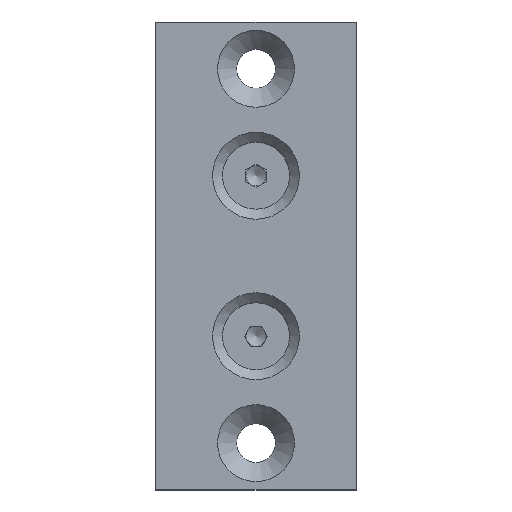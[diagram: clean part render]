
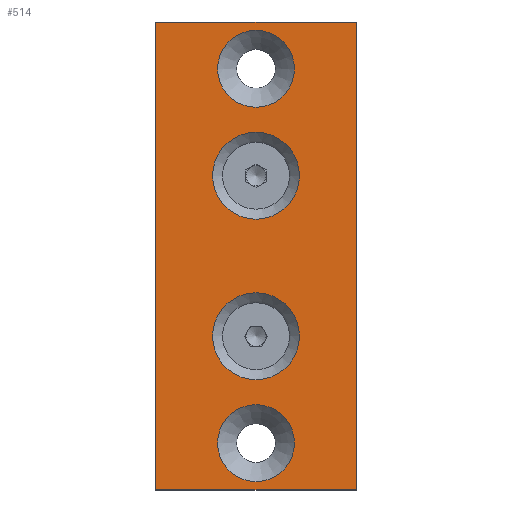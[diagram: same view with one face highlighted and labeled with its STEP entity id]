
A CAD part, top view. The second image highlights one B-rep face of the part: STEP entity #514.
In plain terms, the highlighted planar face has unit normal (0, 0, 1).
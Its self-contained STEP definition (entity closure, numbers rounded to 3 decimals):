
#54=LINE('',#829,#90);
#55=LINE('',#832,#91);
#56=LINE('',#834,#92);
#57=LINE('',#836,#93);
#90=VECTOR('',#664,1000.);
#91=VECTOR('',#665,1000.);
#92=VECTOR('',#666,1000.);
#93=VECTOR('',#667,1000.);
#130=ORIENTED_EDGE('',*,*,#252,.T.);
#131=ORIENTED_EDGE('',*,*,#253,.T.);
#132=ORIENTED_EDGE('',*,*,#254,.T.);
#133=ORIENTED_EDGE('',*,*,#255,.T.);
#134=ORIENTED_EDGE('',*,*,#256,.F.);
#135=ORIENTED_EDGE('',*,*,#257,.F.);
#136=ORIENTED_EDGE('',*,*,#258,.F.);
#137=ORIENTED_EDGE('',*,*,#259,.F.);
#252=EDGE_CURVE('',#313,#313,#355,.T.);
#253=EDGE_CURVE('',#314,#314,#356,.T.);
#254=EDGE_CURVE('',#315,#315,#357,.T.);
#255=EDGE_CURVE('',#316,#316,#358,.T.);
#256=EDGE_CURVE('',#317,#318,#54,.T.);
#257=EDGE_CURVE('',#319,#317,#55,.T.);
#258=EDGE_CURVE('',#320,#319,#56,.T.);
#259=EDGE_CURVE('',#318,#320,#57,.T.);
#313=VERTEX_POINT('',#822);
#314=VERTEX_POINT('',#824);
#315=VERTEX_POINT('',#826);
#316=VERTEX_POINT('',#828);
#317=VERTEX_POINT('',#830);
#318=VERTEX_POINT('',#831);
#319=VERTEX_POINT('',#833);
#320=VERTEX_POINT('',#835);
#355=CIRCLE('',#581,6.5);
#356=CIRCLE('',#582,6.5);
#357=CIRCLE('',#583,5.75);
#358=CIRCLE('',#584,5.75);
#381=EDGE_LOOP('',(#130));
#382=EDGE_LOOP('',(#131));
#383=EDGE_LOOP('',(#132));
#384=EDGE_LOOP('',(#133));
#385=EDGE_LOOP('',(#134,#135,#136,#137));
#439=FACE_BOUND('',#381,.T.);
#440=FACE_BOUND('',#382,.T.);
#441=FACE_BOUND('',#383,.T.);
#442=FACE_BOUND('',#384,.T.);
#443=FACE_BOUND('',#385,.T.);
#494=PLANE('',#580);
#514=ADVANCED_FACE('',(#439,#440,#441,#442,#443),#494,.F.);
#580=AXIS2_PLACEMENT_3D('',#820,#654,#655);
#581=AXIS2_PLACEMENT_3D('',#821,#656,#657);
#582=AXIS2_PLACEMENT_3D('',#823,#658,#659);
#583=AXIS2_PLACEMENT_3D('',#825,#660,#661);
#584=AXIS2_PLACEMENT_3D('',#827,#662,#663);
#654=DIRECTION('',(0.,0.,-1.));
#655=DIRECTION('',(-1.,0.,0.));
#656=DIRECTION('',(0.,0.,-1.));
#657=DIRECTION('',(-1.,0.,0.));
#658=DIRECTION('',(0.,0.,-1.));
#659=DIRECTION('',(-1.,0.,0.));
#660=DIRECTION('',(0.,0.,-1.));
#661=DIRECTION('',(-1.,0.,0.));
#662=DIRECTION('',(0.,0.,-1.));
#663=DIRECTION('',(-1.,0.,0.));
#664=DIRECTION('',(0.,1.,0.));
#665=DIRECTION('',(-1.,0.,0.));
#666=DIRECTION('',(0.,-1.,0.));
#667=DIRECTION('',(1.,0.,0.));
#820=CARTESIAN_POINT('',(-15.,35.,0.));
#821=CARTESIAN_POINT('',(0.,12.,0.));
#822=CARTESIAN_POINT('',(-6.5,12.,0.));
#823=CARTESIAN_POINT('',(0.,-12.,0.));
#824=CARTESIAN_POINT('',(-6.5,-12.,0.));
#825=CARTESIAN_POINT('',(0.,28.,0.));
#826=CARTESIAN_POINT('',(-5.75,28.,0.));
#827=CARTESIAN_POINT('',(0.,-28.,0.));
#828=CARTESIAN_POINT('',(-5.75,-28.,0.));
#829=CARTESIAN_POINT('',(-15.,-35.,0.));
#830=CARTESIAN_POINT('',(-15.,-35.,0.));
#831=CARTESIAN_POINT('',(-15.,35.,0.));
#832=CARTESIAN_POINT('',(15.,-35.,0.));
#833=CARTESIAN_POINT('',(15.,-35.,0.));
#834=CARTESIAN_POINT('',(15.,35.,0.));
#835=CARTESIAN_POINT('',(15.,35.,0.));
#836=CARTESIAN_POINT('',(-15.,35.,0.));
